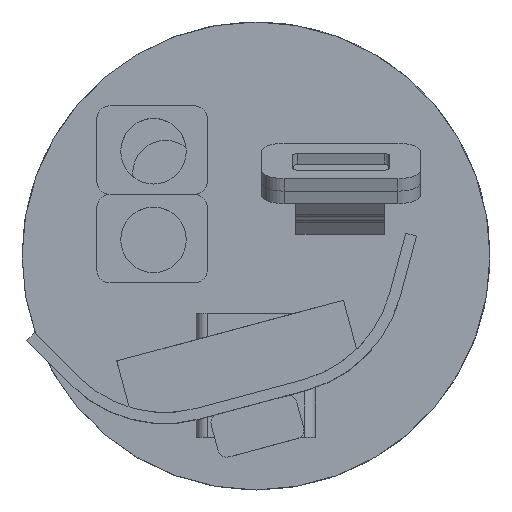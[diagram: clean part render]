
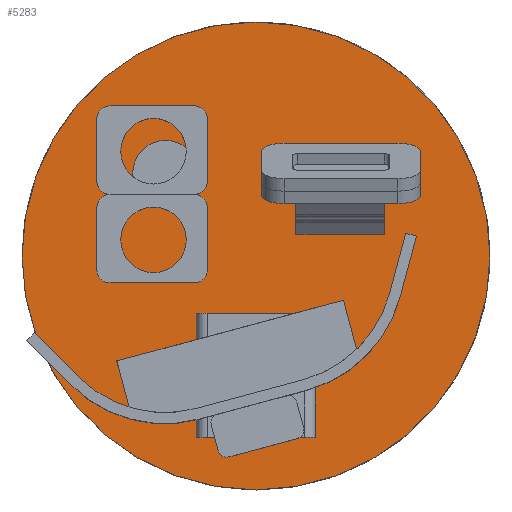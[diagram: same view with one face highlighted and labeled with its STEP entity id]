
A CAD part, top view. The second image highlights one B-rep face of the part: STEP entity #5283.
In plain terms, the highlighted planar face has unit normal (0, 0, 1).
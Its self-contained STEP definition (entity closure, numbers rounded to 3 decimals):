
#139=FACE_BOUND('',#1022,.T.);
#446=CIRCLE('',#5833,7.4);
#453=CIRCLE('',#5846,52.855);
#729=FACE_OUTER_BOUND('',#1021,.T.);
#1021=EDGE_LOOP('',(#4842));
#1022=EDGE_LOOP('',(#4843));
#2543=VERTEX_POINT('',#9865);
#2554=VERTEX_POINT('',#9898);
#3300=EDGE_CURVE('',#2543,#2543,#446,.T.);
#3316=EDGE_CURVE('',#2554,#2554,#453,.T.);
#4842=ORIENTED_EDGE('',*,*,#3316,.T.);
#4843=ORIENTED_EDGE('',*,*,#3300,.T.);
#5007=PLANE('',#5847);
#5283=ADVANCED_FACE('',(#729,#139),#5007,.T.);
#5833=AXIS2_PLACEMENT_3D('',#9866,#7302,#7303);
#5846=AXIS2_PLACEMENT_3D('',#9899,#7337,#7338);
#5847=AXIS2_PLACEMENT_3D('',#9901,#7340,#7341);
#7302=DIRECTION('center_axis',(0.,0.,-1.));
#7303=DIRECTION('ref_axis',(1.,0.,0.));
#7337=DIRECTION('center_axis',(0.,0.,1.));
#7338=DIRECTION('ref_axis',(1.,0.,0.));
#7340=DIRECTION('center_axis',(0.,0.,1.));
#7341=DIRECTION('ref_axis',(1.,0.,0.));
#9865=CARTESIAN_POINT('',(52.916,49.742,5.));
#9866=CARTESIAN_POINT('Origin',(60.316,49.742,5.));
#9898=CARTESIAN_POINT('',(27.902,31.027,5.));
#9899=CARTESIAN_POINT('Origin',(80.756,31.027,5.));
#9901=CARTESIAN_POINT('Origin',(80.756,31.027,5.));
